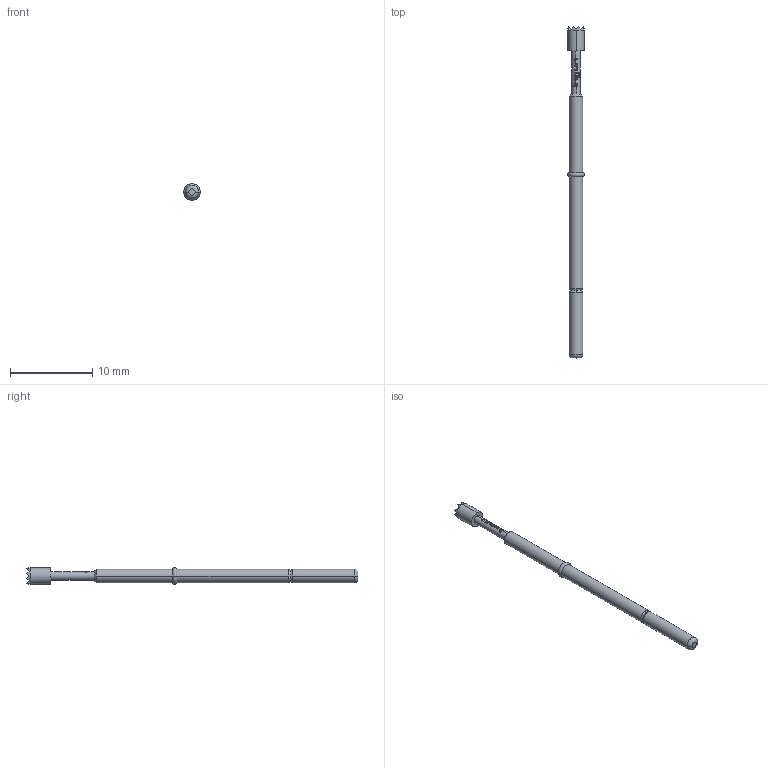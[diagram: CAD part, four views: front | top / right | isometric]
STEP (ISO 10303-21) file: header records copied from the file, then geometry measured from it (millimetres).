
FILE_DESCRIPTION (( 'STEP AP203' ), '1' );
FILE_NAME ('INGUN_GKS-112_306_200_A_xx10_C.STEP', '2020-10-06T04:43:03', ( '' ), ( '' ), 'SwSTEP 2.0', 'SolidWorks 2018', '' );
FILE_SCHEMA (( 'CONFIG_CONTROL_DESIGN' ));
Length unit declared in the file: millimetre
Products named in the file (1): INGUN_GKS-112_306_200_A_xx10_C
Bounding box: 2 x 40.3 x 2 mm (x, y, z)
Volume: 80.8 mm3; surface area: 211.3 mm2
Topology: 1 solids, 1 shells, 172 faces, 432 edges, 265 vertices
Faces by surface type: plane 98, cylinder 29, bspline 23, cone 14, torus 8
Entity records: 6087 total; most frequent: CARTESIAN_POINT 2569, ORIENTED_EDGE 864, DIRECTION 502, EDGE_CURVE 432, VERTEX_POINT 265, B_SPLINE_CURVE_WITH_KNOTS 222, AXIS2_PLACEMENT_3D 198, EDGE_LOOP 175
